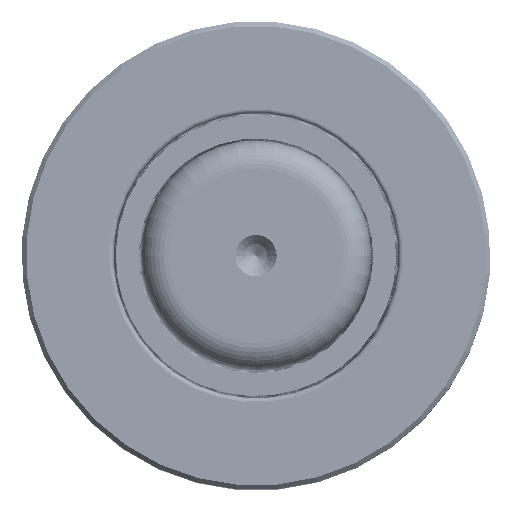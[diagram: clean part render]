
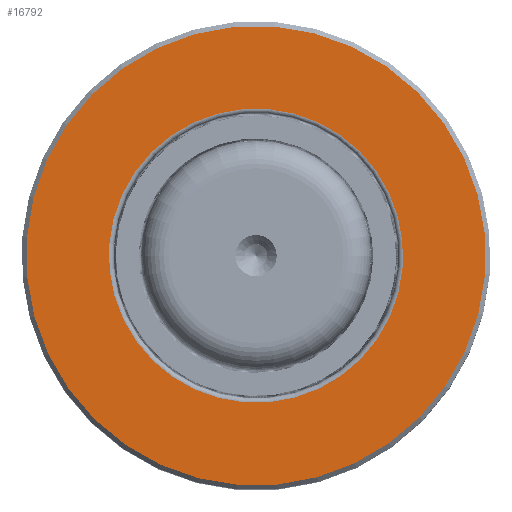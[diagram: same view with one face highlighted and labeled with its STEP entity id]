
A CAD part, top view. The second image highlights one B-rep face of the part: STEP entity #16792.
In plain terms, the highlighted face is planar.
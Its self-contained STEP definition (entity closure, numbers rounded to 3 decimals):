
#476 = EDGE_LOOP ( 'NONE', ( #48511, #53521 ) ) ;
#1960 = ORIENTED_EDGE ( 'NONE', *, *, #61593, .T. ) ;
#5559 = VERTEX_POINT ( 'NONE', #6287 ) ;
#6004 = CARTESIAN_POINT ( 'NONE',  ( 0., 30.687, 0. ) ) ;
#6287 = CARTESIAN_POINT ( 'NONE',  ( 0., 30.687, -25. ) ) ;
#6571 = FACE_BOUND ( 'NONE', #61918, .T. ) ;
#6853 = DIRECTION ( 'NONE',  ( 0., -1., 0. ) ) ;
#10497 = AXIS2_PLACEMENT_3D ( 'NONE', #6004, #6853, #46129 ) ;
#12111 = CARTESIAN_POINT ( 'NONE',  ( 0., 30.687, -16. ) ) ;
#12557 = AXIS2_PLACEMENT_3D ( 'NONE', #63615, #33536, #53727 ) ;
#13481 = DIRECTION ( 'NONE',  ( 0., -1., 0. ) ) ;
#15827 = CIRCLE ( 'NONE', #10497, 25. ) ;
#16792 = ADVANCED_FACE ( 'NONE', ( #6571, #35582 ), #45881, .T. ) ;
#16904 = DIRECTION ( 'NONE',  ( 0., 0., -1. ) ) ;
#18434 = ORIENTED_EDGE ( 'NONE', *, *, #33390, .T. ) ;
#19628 = CARTESIAN_POINT ( 'NONE',  ( 0., 30.687, 25. ) ) ;
#20443 = DIRECTION ( 'NONE',  ( 0., 1., 0. ) ) ;
#25115 = AXIS2_PLACEMENT_3D ( 'NONE', #37614, #13481, #63070 ) ;
#30723 = DIRECTION ( 'NONE',  ( 0., 0., 1. ) ) ;
#33390 = EDGE_CURVE ( 'NONE', #35004, #63469, #52914, .T. ) ;
#33536 = DIRECTION ( 'NONE',  ( 0., -1., 0. ) ) ;
#35004 = VERTEX_POINT ( 'NONE', #12111 ) ;
#35582 = FACE_OUTER_BOUND ( 'NONE', #476, .T. ) ;
#35820 = VERTEX_POINT ( 'NONE', #19628 ) ;
#36000 = CARTESIAN_POINT ( 'NONE',  ( 25., 30.687, 0. ) ) ;
#36850 = CARTESIAN_POINT ( 'NONE',  ( 0., 30.687, 0. ) ) ;
#37444 = AXIS2_PLACEMENT_3D ( 'NONE', #36850, #46946, #16904 ) ;
#37614 = CARTESIAN_POINT ( 'NONE',  ( 0., 30.687, 0. ) ) ;
#41768 = EDGE_CURVE ( 'NONE', #5559, #35820, #15827, .T. ) ;
#41876 = EDGE_CURVE ( 'NONE', #35820, #5559, #56254, .T. ) ;
#45881 = PLANE ( 'NONE',  #61990 ) ;
#46129 = DIRECTION ( 'NONE',  ( 0., 0., -1. ) ) ;
#46946 = DIRECTION ( 'NONE',  ( 0., -1., 0. ) ) ;
#48511 = ORIENTED_EDGE ( 'NONE', *, *, #41768, .F. ) ;
#52914 = CIRCLE ( 'NONE', #37444, 16. ) ;
#53521 = ORIENTED_EDGE ( 'NONE', *, *, #41876, .F. ) ;
#53727 = DIRECTION ( 'NONE',  ( 0., 0., -1. ) ) ;
#56254 = CIRCLE ( 'NONE', #12557, 25. ) ;
#61593 = EDGE_CURVE ( 'NONE', #63469, #35004, #63573, .T. ) ;
#61918 = EDGE_LOOP ( 'NONE', ( #18434, #1960 ) ) ;
#61990 = AXIS2_PLACEMENT_3D ( 'NONE', #36000, #20443, #30723 ) ;
#63070 = DIRECTION ( 'NONE',  ( 0., 0., -1. ) ) ;
#63469 = VERTEX_POINT ( 'NONE', #63588 ) ;
#63573 = CIRCLE ( 'NONE', #25115, 16. ) ;
#63588 = CARTESIAN_POINT ( 'NONE',  ( 0., 30.687, 16. ) ) ;
#63615 = CARTESIAN_POINT ( 'NONE',  ( 0., 30.687, 0. ) ) ;
